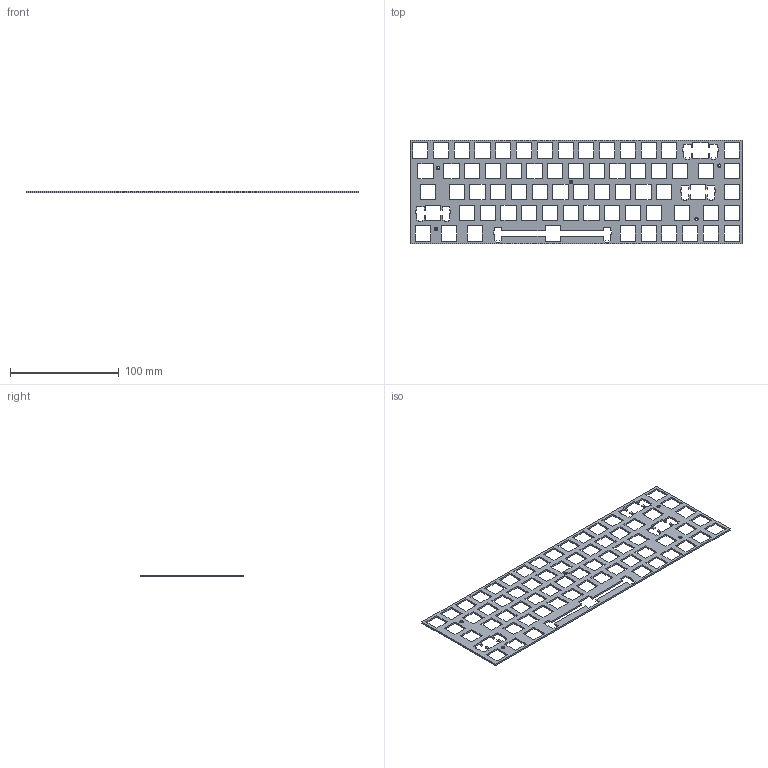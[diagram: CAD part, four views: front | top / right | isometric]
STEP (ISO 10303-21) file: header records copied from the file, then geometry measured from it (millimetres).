
FILE_DESCRIPTION(('FreeCAD Model'),'2;1');
FILE_NAME('Open CASCADE Shape Model','2025-10-10T17:28:28',(''),(''), 'Open CASCADE STEP processor 7.9','FreeCAD','Unknown');
FILE_SCHEMA(('AUTOMOTIVE_DESIGN { 1 0 10303 214 1 1 1 1 }'));
Length unit declared in the file: millimetre
Products named in the file (1): Body
Bounding box: 304.8 x 95.25 x 1.5 mm (x, y, z)
Volume: 21843.1 mm3; surface area: 36746.6 mm2
Topology: 1 solids, 1 shells, 416 faces, 1237 edges, 823 vertices
Faces by surface type: plane 406, cone 5, cylinder 5
Full cylindrical faces by diameter (mm): 2.2 x5
Entity records: 13970 total; most frequent: CARTESIAN_POINT 2477, ORIENTED_EDGE 2474, DIRECTION 2086, EDGE_CURVE 1237, LINE 1222, VECTOR 1222, VERTEX_POINT 823, FACE_BOUND 562
